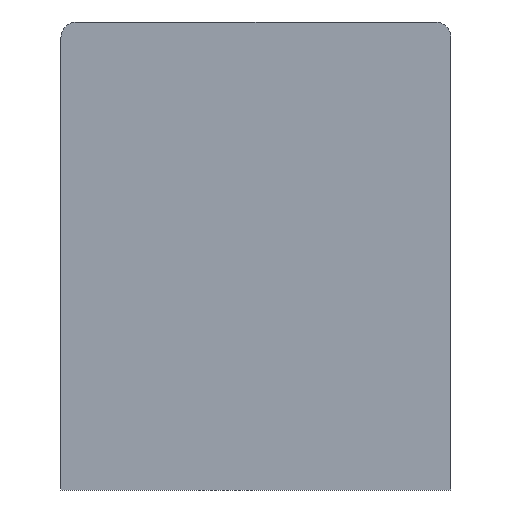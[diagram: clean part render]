
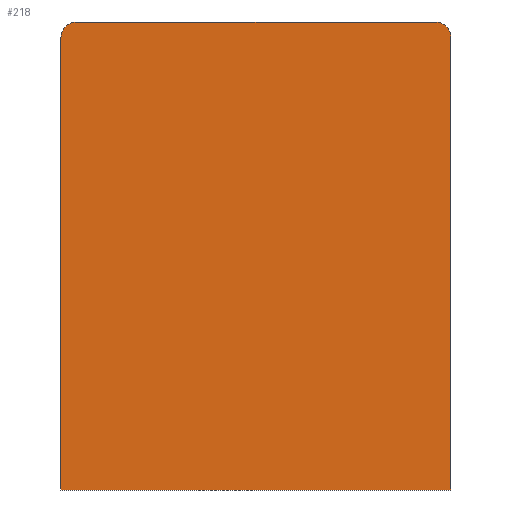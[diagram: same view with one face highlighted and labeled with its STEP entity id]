
A CAD part, front view. The second image highlights one B-rep face of the part: STEP entity #218.
In plain terms, the highlighted planar face has unit normal (0, -1, 0).
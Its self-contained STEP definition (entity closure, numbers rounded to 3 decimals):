
#44=CARTESIAN_POINT('',(-4.8,0.,-0.2));
#45=DIRECTION('',(0.,-1.,0.));
#46=DIRECTION('',(0.,0.,1.));
#47=AXIS2_PLACEMENT_3D('',#44,#45,#46);
#53=DIRECTION('',(1.,0.,0.));
#54=VECTOR('',#53,4.6);
#55=CARTESIAN_POINT('',(-4.8,0.,0.));
#56=LINE('',#55,#54);
#60=CARTESIAN_POINT('',(-0.2,0.,-0.2));
#61=DIRECTION('',(0.,-1.,0.));
#62=DIRECTION('',(1.,0.,0.));
#63=AXIS2_PLACEMENT_3D('',#60,#61,#62);
#68=DIRECTION('',(0.,0.,-1.));
#69=VECTOR('',#68,5.8);
#70=CARTESIAN_POINT('',(0.,0.,-0.2));
#71=LINE('',#70,#69);
#75=DIRECTION('',(-1.,0.,0.));
#76=VECTOR('',#75,5.);
#77=CARTESIAN_POINT('',(0.,0.,-6.));
#78=LINE('',#77,#76);
#82=DIRECTION('',(0.,0.,1.));
#83=VECTOR('',#82,5.8);
#84=CARTESIAN_POINT('',(-5.,0.,-6.));
#85=LINE('',#84,#83);
#175=CARTESIAN_POINT('',(0.,0.,-6.));
#176=CARTESIAN_POINT('',(-5.,0.,-6.));
#177=VERTEX_POINT('',#175);
#178=VERTEX_POINT('',#176);
#183=CARTESIAN_POINT('',(-4.8,0.,0.));
#184=CARTESIAN_POINT('',(-5.,0.,-0.2));
#185=VERTEX_POINT('',#183);
#186=VERTEX_POINT('',#184);
#191=CARTESIAN_POINT('',(0.,0.,-0.2));
#192=CARTESIAN_POINT('',(-0.2,0.,0.));
#193=VERTEX_POINT('',#191);
#194=VERTEX_POINT('',#192);
#199=CARTESIAN_POINT('',(0.,0.,0.));
#200=DIRECTION('',(0.,1.,0.));
#201=DIRECTION('',(0.,0.,-1.));
#202=AXIS2_PLACEMENT_3D('',#199,#200,#201);
#203=PLANE('',#202);
#205=ORIENTED_EDGE('',*,*,#204,.F.);
#207=ORIENTED_EDGE('',*,*,#206,.T.);
#209=ORIENTED_EDGE('',*,*,#208,.F.);
#211=ORIENTED_EDGE('',*,*,#210,.T.);
#213=ORIENTED_EDGE('',*,*,#212,.T.);
#215=ORIENTED_EDGE('',*,*,#214,.T.);
#216=EDGE_LOOP('',(#205,#207,#209,#211,#213,#215));
#217=FACE_OUTER_BOUND('',#216,.F.);
#218=ADVANCED_FACE('',(#217),#203,.F.);
#48=CIRCLE('',#47,0.2);
#64=CIRCLE('',#63,0.2);
#204=EDGE_CURVE('',#185,#186,#48,.T.);
#206=EDGE_CURVE('',#185,#194,#56,.T.);
#208=EDGE_CURVE('',#193,#194,#64,.T.);
#210=EDGE_CURVE('',#193,#177,#71,.T.);
#212=EDGE_CURVE('',#177,#178,#78,.T.);
#214=EDGE_CURVE('',#178,#186,#85,.T.);
